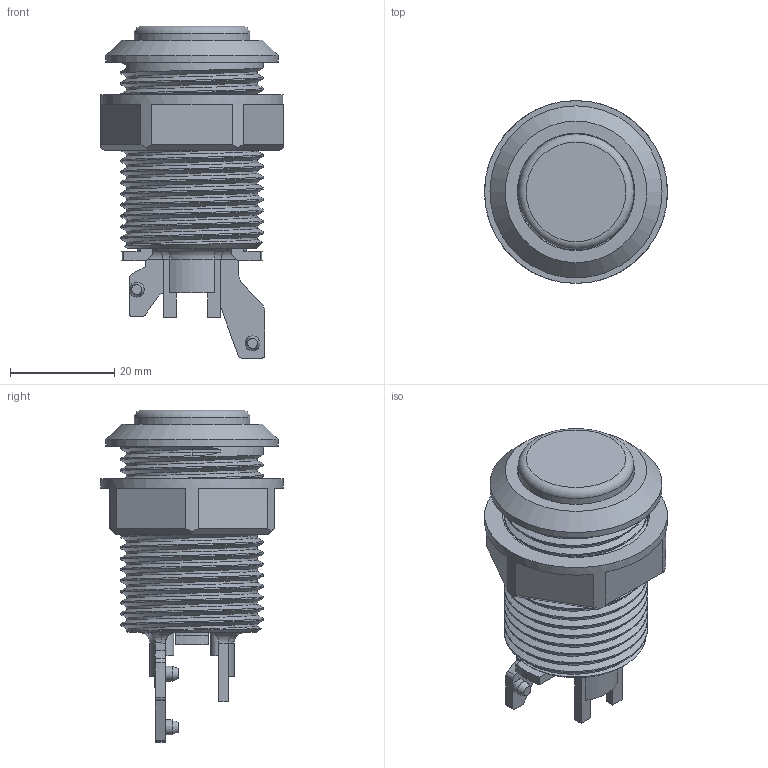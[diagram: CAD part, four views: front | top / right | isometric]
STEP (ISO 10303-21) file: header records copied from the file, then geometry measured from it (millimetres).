
FILE_DESCRIPTION(/* description */ ('STEP AP242','CAx-IF Rec.Pracs.---Representation and Presentation of Product Manufacturing Information (PMI)---4.0---2014-10-13','CAx-IF Rec.Pracs.---3D Tessellated Geometry---0.4---2014-09-14','2;1'),/* implementation_level */ '2;1');
FILE_NAME(/* name */ '668e03a6dd70f7682ffb8902',/* time_stamp */ '2024-07-10T03:44:38Z',/* author */ (''),/* organization */ (''),/* preprocessor_version */ 'ST-DEVELOPER v20',/* originating_system */ ' ',/* authorisation */ ' ');
FILE_SCHEMA (('AP242_MANAGED_MODEL_BASED_3D_ENGINEERING_MIM_LF { 1 0 10303 442 1 1 4 }'));
Length unit declared in the file: metre
Products named in the file (5): Assembly 1; Nut; Spring; Button; Part 1
Assembly tree (4 placements, depth 2):
  Assembly 1
    Nut
    Spring
    Button
    Part 1
Bounding box: 35.05 x 35.05 x 63.65 mm (x, y, z)
Volume: 14768.6 mm3; surface area: 16203.6 mm2
Topology: 4 solids, 4 shells, 157 faces, 412 edges, 262 vertices
Faces by surface type: plane 86, cylinder 46, cone 11, bspline 9, torus 5
Full cylindrical faces by diameter (mm): 2.84 x2, 10.16 x1, 16.307 x1, 20.879 x1, 21.2 x1, 22.149 x1, 22.5 x1, 28.194 x5, 32.995 x1, 35.052 x1
Entity records: 10265 total; most frequent: CARTESIAN_POINT 6556, DIRECTION 751, ORIENTED_EDGE 732, EDGE_CURVE 366, AXIS2_PLACEMENT_3D 275, VERTEX_POINT 243, LINE 201, VECTOR 201
